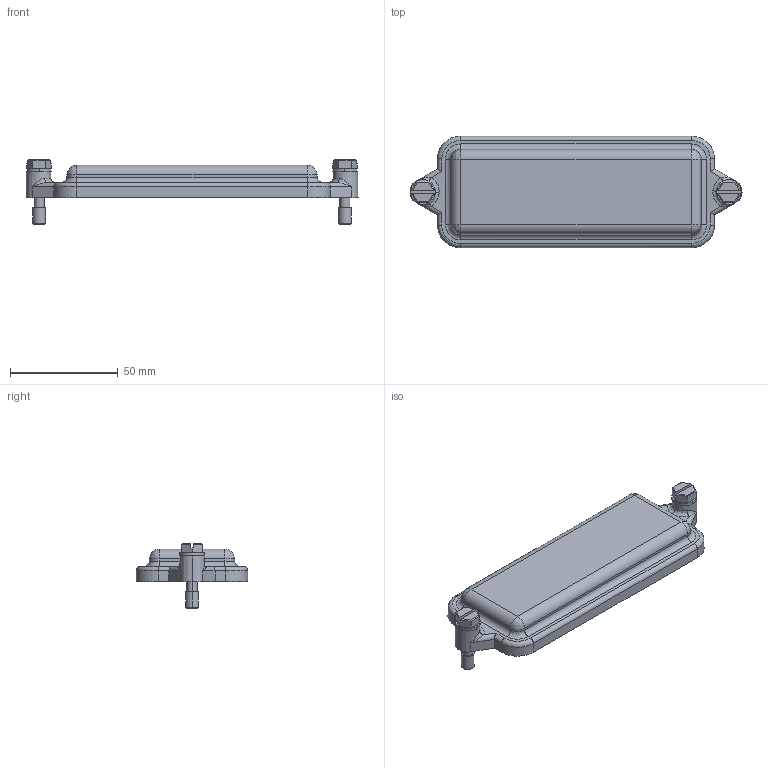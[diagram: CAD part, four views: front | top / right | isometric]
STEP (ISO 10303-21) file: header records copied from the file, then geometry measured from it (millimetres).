
FILE_DESCRIPTION (( 'STEP AP203' ), '1' );
FILE_NAME ('HP24B-CV-2S_2.STP', '2017-08-24T13:27:28', ( '微软用户' ), ( '微软中国' ), 'SwSTEP 2.0', 'SolidWorks 2012', '' );
FILE_SCHEMA (( 'CONFIG_CONTROL_DESIGN' ));
Length unit declared in the file: millimetre
Products named in the file (1): HP24B-CV-2S_2
Bounding box: 154.12 x 51.8 x 30 mm (x, y, z)
Volume: 29044.7 mm3; surface area: 24131.5 mm2
Topology: 1 solids, 1 shells, 244 faces, 576 edges, 348 vertices
Faces by surface type: plane 106, cylinder 84, bspline 42, cone 12
Entity records: 9243 total; most frequent: CARTESIAN_POINT 3927, ORIENTED_EDGE 1152, DIRECTION 1006, EDGE_CURVE 576, AXIS2_PLACEMENT_3D 360, VERTEX_POINT 348, LINE 286, VECTOR 286
